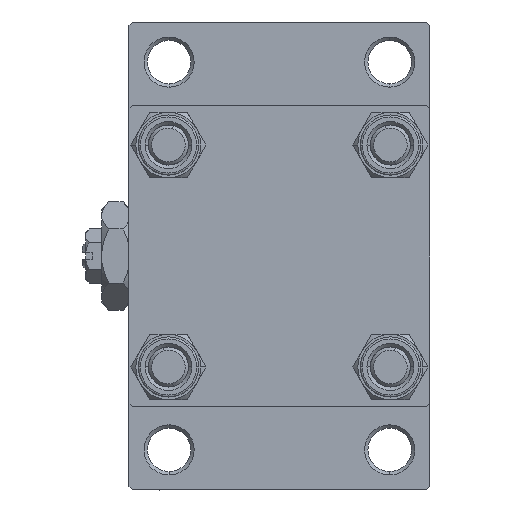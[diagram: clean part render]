
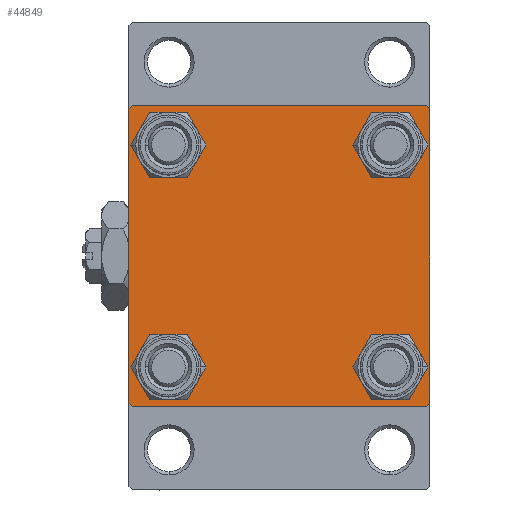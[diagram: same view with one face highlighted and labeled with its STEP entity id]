
A CAD part, left-side view. The second image highlights one B-rep face of the part: STEP entity #44849.
In plain terms, the highlighted planar face has unit normal (-1, 0, 0).
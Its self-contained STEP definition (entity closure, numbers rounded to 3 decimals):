
#1291 = ORIENTED_EDGE ( 'NONE', *, *, #47715, .T. ) ;
#1380 = CARTESIAN_POINT ( 'NONE',  ( 0., -22.5, -22. ) ) ;
#1428 = DIRECTION ( 'NONE',  ( 0., 0., 1. ) ) ;
#1452 = CIRCLE ( 'NONE', #22853, 3.5 ) ;
#1636 = VERTEX_POINT ( 'NONE', #30187 ) ;
#1908 = CARTESIAN_POINT ( 'NONE',  ( 0., 22.5, 22. ) ) ;
#2030 = CARTESIAN_POINT ( 'NONE',  ( 0., 16.6, -16.6 ) ) ;
#2554 = ORIENTED_EDGE ( 'NONE', *, *, #4856, .T. ) ;
#2732 = VERTEX_POINT ( 'NONE', #23940 ) ;
#2784 = FACE_BOUND ( 'NONE', #37172, .T. ) ;
#2859 = EDGE_CURVE ( 'NONE', #40748, #32149, #22983, .T. ) ;
#3040 = AXIS2_PLACEMENT_3D ( 'NONE', #31312, #17563, #46450 ) ;
#3160 = AXIS2_PLACEMENT_3D ( 'NONE', #11209, #23102, #18636 ) ;
#3739 = DIRECTION ( 'NONE',  ( 1., 0., 0. ) ) ;
#3883 = VERTEX_POINT ( 'NONE', #4511 ) ;
#3895 = VERTEX_POINT ( 'NONE', #31562 ) ;
#4053 = EDGE_CURVE ( 'NONE', #18329, #28985, #47597, .T. ) ;
#4154 = EDGE_LOOP ( 'NONE', ( #12376, #2554 ) ) ;
#4251 = AXIS2_PLACEMENT_3D ( 'NONE', #16431, #35077, #8746 ) ;
#4511 = CARTESIAN_POINT ( 'NONE',  ( 0., -22.5, 22. ) ) ;
#4784 = EDGE_CURVE ( 'NONE', #35713, #44124, #11967, .T. ) ;
#4856 = EDGE_CURVE ( 'NONE', #28985, #18329, #42884, .T. ) ;
#6018 = DIRECTION ( 'NONE',  ( 0., 0., 1. ) ) ;
#6267 = FACE_BOUND ( 'NONE', #12479, .T. ) ;
#6468 = ORIENTED_EDGE ( 'NONE', *, *, #41990, .F. ) ;
#7867 = LINE ( 'NONE', #34439, #41009 ) ;
#8162 = DIRECTION ( 'NONE',  ( 0., 0., 1. ) ) ;
#8746 = DIRECTION ( 'NONE',  ( 0., 0., 1. ) ) ;
#9132 = DIRECTION ( 'NONE',  ( 0., -0.707, 0.707 ) ) ;
#10548 = ORIENTED_EDGE ( 'NONE', *, *, #4784, .T. ) ;
#10729 = FACE_OUTER_BOUND ( 'NONE', #20855, .T. ) ;
#10756 = CARTESIAN_POINT ( 'NONE',  ( 0., -22., -22.5 ) ) ;
#11034 = VECTOR ( 'NONE', #31376, 1000. ) ;
#11163 = VECTOR ( 'NONE', #9132, 1000. ) ;
#11209 = CARTESIAN_POINT ( 'NONE',  ( 0., 16.6, -16.6 ) ) ;
#11402 = DIRECTION ( 'NONE',  ( 1., 0., 0. ) ) ;
#11694 = ORIENTED_EDGE ( 'NONE', *, *, #48218, .T. ) ;
#11967 = LINE ( 'NONE', #48977, #22252 ) ;
#11977 = CARTESIAN_POINT ( 'NONE',  ( 0., 16.6, 20.1 ) ) ;
#12376 = ORIENTED_EDGE ( 'NONE', *, *, #4053, .T. ) ;
#12479 = EDGE_LOOP ( 'NONE', ( #43134, #1291 ) ) ;
#12681 = VECTOR ( 'NONE', #46198, 1000. ) ;
#12748 = CARTESIAN_POINT ( 'NONE',  ( 0., 22.25, 22.25 ) ) ;
#12957 = CIRCLE ( 'NONE', #4251, 3.5 ) ;
#13081 = VERTEX_POINT ( 'NONE', #1908 ) ;
#13098 = CARTESIAN_POINT ( 'NONE',  ( 0., -22.25, -22.25 ) ) ;
#13487 = CARTESIAN_POINT ( 'NONE',  ( 0., 22.5, 22.5 ) ) ;
#13734 = LINE ( 'NONE', #13487, #33510 ) ;
#13965 = VERTEX_POINT ( 'NONE', #46768 ) ;
#14440 = ORIENTED_EDGE ( 'NONE', *, *, #45220, .T. ) ;
#14681 = CARTESIAN_POINT ( 'NONE',  ( 0., 0., 0. ) ) ;
#15835 = CIRCLE ( 'NONE', #3160, 3.5 ) ;
#16053 = CARTESIAN_POINT ( 'NONE',  ( 0., -16.6, -16.6 ) ) ;
#16431 = CARTESIAN_POINT ( 'NONE',  ( 0., -16.6, 16.6 ) ) ;
#16590 = VERTEX_POINT ( 'NONE', #45559 ) ;
#17235 = VERTEX_POINT ( 'NONE', #44337 ) ;
#17563 = DIRECTION ( 'NONE',  ( 1., 0., 0. ) ) ;
#17617 = CARTESIAN_POINT ( 'NONE',  ( 0., 22.5, -22. ) ) ;
#17680 = DIRECTION ( 'NONE',  ( -1., 0., 0. ) ) ;
#18286 = ORIENTED_EDGE ( 'NONE', *, *, #45697, .T. ) ;
#18329 = VERTEX_POINT ( 'NONE', #33970 ) ;
#18370 = DIRECTION ( 'NONE',  ( 1., 0., 0. ) ) ;
#18471 = ORIENTED_EDGE ( 'NONE', *, *, #28035, .F. ) ;
#18636 = DIRECTION ( 'NONE',  ( 0., 0., 1. ) ) ;
#19546 = ORIENTED_EDGE ( 'NONE', *, *, #43648, .T. ) ;
#20630 = DIRECTION ( 'NONE',  ( 0., 0., -1. ) ) ;
#20855 = EDGE_LOOP ( 'NONE', ( #45459, #10548, #28309, #44545, #18471, #18286, #6468, #23220 ) ) ;
#20929 = CARTESIAN_POINT ( 'NONE',  ( 0., -16.6, -20.1 ) ) ;
#21404 = FACE_BOUND ( 'NONE', #32598, .T. ) ;
#22252 = VECTOR ( 'NONE', #26613, 1000. ) ;
#22853 = AXIS2_PLACEMENT_3D ( 'NONE', #2030, #3739, #48693 ) ;
#22983 = CIRCLE ( 'NONE', #42802, 3.5 ) ;
#23012 = DIRECTION ( 'NONE',  ( 0., -1., 0. ) ) ;
#23102 = DIRECTION ( 'NONE',  ( 1., 0., 0. ) ) ;
#23220 = ORIENTED_EDGE ( 'NONE', *, *, #26172, .T. ) ;
#23376 = EDGE_CURVE ( 'NONE', #31793, #23726, #31735, .T. ) ;
#23424 = LINE ( 'NONE', #38568, #11034 ) ;
#23523 = CARTESIAN_POINT ( 'NONE',  ( 0., 22., -22.5 ) ) ;
#23726 = VERTEX_POINT ( 'NONE', #1380 ) ;
#23882 = CARTESIAN_POINT ( 'NONE',  ( 0., -16.6, -16.6 ) ) ;
#23940 = CARTESIAN_POINT ( 'NONE',  ( 0., 16.6, -20.1 ) ) ;
#26172 = EDGE_CURVE ( 'NONE', #3895, #13081, #35100, .T. ) ;
#26613 = DIRECTION ( 'NONE',  ( 0., -0.707, -0.707 ) ) ;
#27010 = DIRECTION ( 'NONE',  ( 1., 0., 0. ) ) ;
#27556 = CARTESIAN_POINT ( 'NONE',  ( 0., 22.5, -22.5 ) ) ;
#27755 = EDGE_CURVE ( 'NONE', #13081, #35713, #13734, .T. ) ;
#27958 = VECTOR ( 'NONE', #20630, 1000. ) ;
#28035 = EDGE_CURVE ( 'NONE', #3883, #23726, #31331, .T. ) ;
#28309 = ORIENTED_EDGE ( 'NONE', *, *, #48305, .T. ) ;
#28985 = VERTEX_POINT ( 'NONE', #20929 ) ;
#29565 = DIRECTION ( 'NONE',  ( 0., 0., 1. ) ) ;
#29602 = FACE_BOUND ( 'NONE', #4154, .T. ) ;
#30187 = CARTESIAN_POINT ( 'NONE',  ( 0., 16.6, -13.1 ) ) ;
#31312 = CARTESIAN_POINT ( 'NONE',  ( 0., -16.6, 16.6 ) ) ;
#31331 = LINE ( 'NONE', #32064, #27958 ) ;
#31376 = DIRECTION ( 'NONE',  ( 0., 0.707, 0.707 ) ) ;
#31538 = LINE ( 'NONE', #27556, #12681 ) ;
#31562 = CARTESIAN_POINT ( 'NONE',  ( 0., 22., 22.5 ) ) ;
#31613 = AXIS2_PLACEMENT_3D ( 'NONE', #14681, #17680, #6018 ) ;
#31735 = LINE ( 'NONE', #13098, #11163 ) ;
#31793 = VERTEX_POINT ( 'NONE', #10756 ) ;
#32064 = CARTESIAN_POINT ( 'NONE',  ( 0., -22.5, 22.5 ) ) ;
#32065 = DIRECTION ( 'NONE',  ( 1., 0., 0. ) ) ;
#32149 = VERTEX_POINT ( 'NONE', #43364 ) ;
#32598 = EDGE_LOOP ( 'NONE', ( #14440, #40781 ) ) ;
#33510 = VECTOR ( 'NONE', #44020, 1000. ) ;
#33970 = CARTESIAN_POINT ( 'NONE',  ( 0., -16.6, -13.1 ) ) ;
#34166 = AXIS2_PLACEMENT_3D ( 'NONE', #23882, #32065, #39510 ) ;
#34380 = EDGE_CURVE ( 'NONE', #16590, #13965, #12957, .T. ) ;
#34439 = CARTESIAN_POINT ( 'NONE',  ( 0., 22.5, 22.5 ) ) ;
#35077 = DIRECTION ( 'NONE',  ( 1., 0., 0. ) ) ;
#35100 = LINE ( 'NONE', #12748, #38202 ) ;
#35713 = VERTEX_POINT ( 'NONE', #17617 ) ;
#37172 = EDGE_LOOP ( 'NONE', ( #11694, #19546 ) ) ;
#38202 = VECTOR ( 'NONE', #42791, 1000. ) ;
#38568 = CARTESIAN_POINT ( 'NONE',  ( 0., -22.25, 22.25 ) ) ;
#38931 = CARTESIAN_POINT ( 'NONE',  ( 0., 16.6, 16.6 ) ) ;
#39510 = DIRECTION ( 'NONE',  ( 0., 0., 1. ) ) ;
#40037 = PLANE ( 'NONE',  #31613 ) ;
#40748 = VERTEX_POINT ( 'NONE', #11977 ) ;
#40781 = ORIENTED_EDGE ( 'NONE', *, *, #34380, .T. ) ;
#41009 = VECTOR ( 'NONE', #23012, 1000. ) ;
#41230 = CIRCLE ( 'NONE', #46798, 3.5 ) ;
#41990 = EDGE_CURVE ( 'NONE', #3895, #17235, #7867, .T. ) ;
#42428 = CARTESIAN_POINT ( 'NONE',  ( 0., 16.6, 16.6 ) ) ;
#42791 = DIRECTION ( 'NONE',  ( 0., 0.707, -0.707 ) ) ;
#42802 = AXIS2_PLACEMENT_3D ( 'NONE', #42428, #11402, #8162 ) ;
#42884 = CIRCLE ( 'NONE', #34166, 3.5 ) ;
#43134 = ORIENTED_EDGE ( 'NONE', *, *, #2859, .T. ) ;
#43364 = CARTESIAN_POINT ( 'NONE',  ( 0., 16.6, 13.1 ) ) ;
#43648 = EDGE_CURVE ( 'NONE', #2732, #1636, #1452, .T. ) ;
#44020 = DIRECTION ( 'NONE',  ( 0., 0., -1. ) ) ;
#44124 = VERTEX_POINT ( 'NONE', #23523 ) ;
#44337 = CARTESIAN_POINT ( 'NONE',  ( 0., -22., 22.5 ) ) ;
#44545 = ORIENTED_EDGE ( 'NONE', *, *, #23376, .T. ) ;
#44849 = ADVANCED_FACE ( 'NONE', ( #21404, #29602, #2784, #6267, #10729 ), #40037, .T. ) ;
#45220 = EDGE_CURVE ( 'NONE', #13965, #16590, #49055, .T. ) ;
#45459 = ORIENTED_EDGE ( 'NONE', *, *, #27755, .T. ) ;
#45559 = CARTESIAN_POINT ( 'NONE',  ( 0., -16.6, 13.1 ) ) ;
#45697 = EDGE_CURVE ( 'NONE', #3883, #17235, #23424, .T. ) ;
#46198 = DIRECTION ( 'NONE',  ( 0., -1., 0. ) ) ;
#46450 = DIRECTION ( 'NONE',  ( 0., 0., 1. ) ) ;
#46768 = CARTESIAN_POINT ( 'NONE',  ( 0., -16.6, 20.1 ) ) ;
#46798 = AXIS2_PLACEMENT_3D ( 'NONE', #38931, #27010, #1428 ) ;
#47597 = CIRCLE ( 'NONE', #47630, 3.5 ) ;
#47630 = AXIS2_PLACEMENT_3D ( 'NONE', #16053, #18370, #29565 ) ;
#47715 = EDGE_CURVE ( 'NONE', #32149, #40748, #41230, .T. ) ;
#48218 = EDGE_CURVE ( 'NONE', #1636, #2732, #15835, .T. ) ;
#48305 = EDGE_CURVE ( 'NONE', #44124, #31793, #31538, .T. ) ;
#48693 = DIRECTION ( 'NONE',  ( 0., 0., 1. ) ) ;
#48977 = CARTESIAN_POINT ( 'NONE',  ( 0., 22.25, -22.25 ) ) ;
#49055 = CIRCLE ( 'NONE', #3040, 3.5 ) ;
